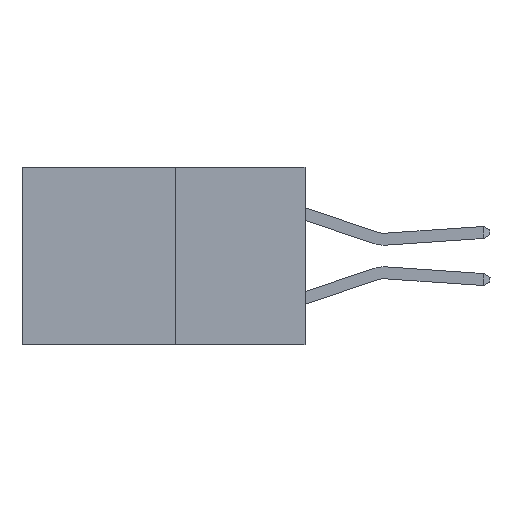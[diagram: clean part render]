
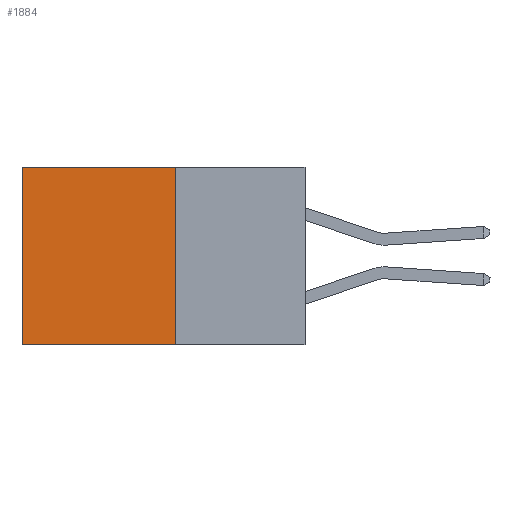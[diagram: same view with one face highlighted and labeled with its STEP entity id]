
A CAD part, left-side view. The second image highlights one B-rep face of the part: STEP entity #1884.
In plain terms, the highlighted planar face has unit normal (-1, 0, 0).
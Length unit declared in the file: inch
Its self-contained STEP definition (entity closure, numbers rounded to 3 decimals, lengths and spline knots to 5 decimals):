
#429 = CARTESIAN_POINT ( 'NONE',  ( 0.277, 0.59, 0. ) ) ;
#1235 = VECTOR ( 'NONE', #7184, 39.37008 ) ;
#1279 = VECTOR ( 'NONE', #16063, 39.37008 ) ;
#1782 = LINE ( 'NONE', #8541, #1235 ) ;
#1884 = ADVANCED_FACE ( 'NONE', ( #7027 ), #4870, .F. ) ;
#2218 = ORIENTED_EDGE ( 'NONE', *, *, #3754, .T. ) ;
#3310 = VECTOR ( 'NONE', #6841, 39.37008 ) ;
#3754 = EDGE_CURVE ( 'NONE', #20483, #9914, #15305, .T. ) ;
#4024 = EDGE_CURVE ( 'NONE', #7631, #9914, #1782, .T. ) ;
#4870 = PLANE ( 'NONE',  #22215 ) ;
#5244 = CARTESIAN_POINT ( 'NONE',  ( 0.277, 0.27, -0.37 ) ) ;
#5761 = CARTESIAN_POINT ( 'NONE',  ( 0.277, 0.59, -0.37 ) ) ;
#5926 = LINE ( 'NONE', #14319, #1279 ) ;
#6170 = VECTOR ( 'NONE', #14549, 39.37008 ) ;
#6235 = DIRECTION ( 'NONE',  ( 1., 0., 0. ) ) ;
#6686 = CARTESIAN_POINT ( 'NONE',  ( 0.277, 0.27, -0.37 ) ) ;
#6841 = DIRECTION ( 'NONE',  ( 0., 0., -1. ) ) ;
#7027 = FACE_OUTER_BOUND ( 'NONE', #19600, .T. ) ;
#7184 = DIRECTION ( 'NONE',  ( 0., 1., 0. ) ) ;
#7631 = VERTEX_POINT ( 'NONE', #21134 ) ;
#8541 = CARTESIAN_POINT ( 'NONE',  ( 0.277, 0.27, -0.37 ) ) ;
#8657 = ORIENTED_EDGE ( 'NONE', *, *, #11746, .F. ) ;
#9914 = VERTEX_POINT ( 'NONE', #5761 ) ;
#11746 = EDGE_CURVE ( 'NONE', #21771, #7631, #21696, .T. ) ;
#14319 = CARTESIAN_POINT ( 'NONE',  ( 0.277, 0.27, 0. ) ) ;
#14482 = CARTESIAN_POINT ( 'NONE',  ( 0.277, 0.59, -0.37 ) ) ;
#14549 = DIRECTION ( 'NONE',  ( 0., 0., -1. ) ) ;
#15176 = ORIENTED_EDGE ( 'NONE', *, *, #19081, .T. ) ;
#15305 = LINE ( 'NONE', #14482, #6170 ) ;
#16063 = DIRECTION ( 'NONE',  ( 0., 1., 0. ) ) ;
#17649 = ORIENTED_EDGE ( 'NONE', *, *, #4024, .F. ) ;
#19081 = EDGE_CURVE ( 'NONE', #21771, #20483, #5926, .T. ) ;
#19600 = EDGE_LOOP ( 'NONE', ( #2218, #17649, #8657, #15176 ) ) ;
#20483 = VERTEX_POINT ( 'NONE', #429 ) ;
#21101 = CARTESIAN_POINT ( 'NONE',  ( 0.277, 0.27, 0. ) ) ;
#21134 = CARTESIAN_POINT ( 'NONE',  ( 0.277, 0.27, -0.37 ) ) ;
#21696 = LINE ( 'NONE', #6686, #3310 ) ;
#21715 = DIRECTION ( 'NONE',  ( 0., 0., -1. ) ) ;
#21771 = VERTEX_POINT ( 'NONE', #21101 ) ;
#22215 = AXIS2_PLACEMENT_3D ( 'NONE', #5244, #6235, #21715 ) ;
